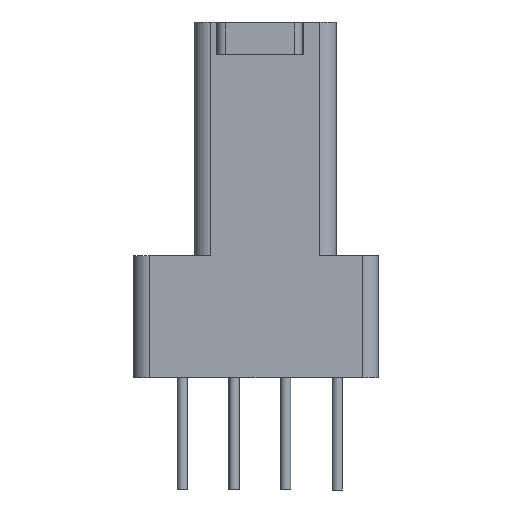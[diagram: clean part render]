
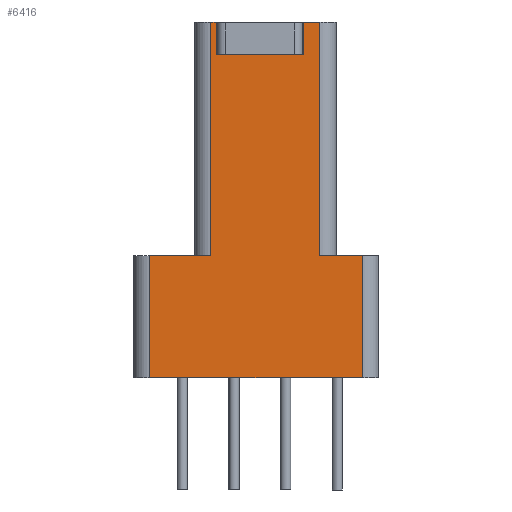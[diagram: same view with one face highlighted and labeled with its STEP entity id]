
A CAD part, left-side view. The second image highlights one B-rep face of the part: STEP entity #6416.
In plain terms, the highlighted planar face has unit normal (-1, 0, 0).
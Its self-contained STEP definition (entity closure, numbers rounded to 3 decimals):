
#101 = LINE ( 'NONE', #31308, #34970 ) ;
#105 = VECTOR ( 'NONE', #20820, 1000. ) ;
#450 = CARTESIAN_POINT ( 'NONE',  ( -4.815, 1.34, 5.74 ) ) ;
#791 = CARTESIAN_POINT ( 'NONE',  ( -4.815, -2.38, -3. ) ) ;
#1071 = VERTEX_POINT ( 'NONE', #21819 ) ;
#2545 = VECTOR ( 'NONE', #4566, 1000. ) ;
#2886 = DIRECTION ( 'NONE',  ( 0., 1., 0. ) ) ;
#3024 = CARTESIAN_POINT ( 'NONE',  ( -4.815, -0.93, 4.94 ) ) ;
#3430 = VECTOR ( 'NONE', #14322, 1000. ) ;
#3975 = VERTEX_POINT ( 'NONE', #31229 ) ;
#4103 = DIRECTION ( 'NONE',  ( 0., 0., -1. ) ) ;
#4566 = DIRECTION ( 'NONE',  ( 0., 0., 1. ) ) ;
#5782 = CARTESIAN_POINT ( 'NONE',  ( -4.815, 1.21, 5.74 ) ) ;
#6241 = VECTOR ( 'NONE', #4103, 1000. ) ;
#6416 = ADVANCED_FACE ( 'NONE', ( #9021 ), #24117, .F. ) ;
#7150 = EDGE_CURVE ( 'NONE', #18855, #39028, #101, .T. ) ;
#7453 = DIRECTION ( 'NONE',  ( 0., -1., 0. ) ) ;
#7735 = VERTEX_POINT ( 'NONE', #34585 ) ;
#7805 = CARTESIAN_POINT ( 'NONE',  ( -4.815, 2.84, 0. ) ) ;
#8044 = LINE ( 'NONE', #35398, #2545 ) ;
#8257 = EDGE_CURVE ( 'NONE', #23410, #17280, #8044, .T. ) ;
#8677 = ORIENTED_EDGE ( 'NONE', *, *, #7150, .T. ) ;
#9021 = FACE_OUTER_BOUND ( 'NONE', #11980, .T. ) ;
#10290 = EDGE_CURVE ( 'NONE', #3975, #33362, #39089, .T. ) ;
#10525 = CARTESIAN_POINT ( 'NONE',  ( -4.815, -0.93, 4.94 ) ) ;
#11081 = EDGE_CURVE ( 'NONE', #18855, #23410, #14720, .T. ) ;
#11242 = ORIENTED_EDGE ( 'NONE', *, *, #15084, .F. ) ;
#11404 = CARTESIAN_POINT ( 'NONE',  ( -4.815, 2.84, -3. ) ) ;
#11760 = CARTESIAN_POINT ( 'NONE',  ( -4.815, 1.21, 4.94 ) ) ;
#11980 = EDGE_LOOP ( 'NONE', ( #15233, #35473, #13246, #38959, #33819, #38748, #20067, #8677, #27789, #20490, #36771, #11242 ) ) ;
#13000 = VECTOR ( 'NONE', #24451, 1000. ) ;
#13103 = EDGE_CURVE ( 'NONE', #23264, #18410, #19810, .T. ) ;
#13246 = ORIENTED_EDGE ( 'NONE', *, *, #27615, .F. ) ;
#13854 = CARTESIAN_POINT ( 'NONE',  ( -4.815, 2.84, 0. ) ) ;
#14090 = VECTOR ( 'NONE', #37689, 1000. ) ;
#14322 = DIRECTION ( 'NONE',  ( 0., -1., 0. ) ) ;
#14720 = LINE ( 'NONE', #21028, #35593 ) ;
#15084 = EDGE_CURVE ( 'NONE', #33362, #1071, #28510, .T. ) ;
#15233 = ORIENTED_EDGE ( 'NONE', *, *, #10290, .F. ) ;
#15339 = CARTESIAN_POINT ( 'NONE',  ( -4.815, 1.74, 5.74 ) ) ;
#15356 = VERTEX_POINT ( 'NONE', #5782 ) ;
#16106 = LINE ( 'NONE', #13854, #24837 ) ;
#16334 = CARTESIAN_POINT ( 'NONE',  ( -4.815, 1.34, 0. ) ) ;
#17280 = VERTEX_POINT ( 'NONE', #7805 ) ;
#17973 = LINE ( 'NONE', #23897, #105 ) ;
#17976 = VECTOR ( 'NONE', #29514, 1000. ) ;
#18410 = VERTEX_POINT ( 'NONE', #16334 ) ;
#18823 = EDGE_CURVE ( 'NONE', #7735, #36714, #39945, .T. ) ;
#18855 = VERTEX_POINT ( 'NONE', #791 ) ;
#19810 = LINE ( 'NONE', #450, #6241 ) ;
#20067 = ORIENTED_EDGE ( 'NONE', *, *, #11081, .F. ) ;
#20490 = ORIENTED_EDGE ( 'NONE', *, *, #18823, .T. ) ;
#20515 = CARTESIAN_POINT ( 'NONE',  ( -4.815, 1.21, 4.94 ) ) ;
#20641 = CARTESIAN_POINT ( 'NONE',  ( -4.815, 1.74, 5.74 ) ) ;
#20820 = DIRECTION ( 'NONE',  ( 0., 1., 0. ) ) ;
#21028 = CARTESIAN_POINT ( 'NONE',  ( -4.815, 2.84, -3. ) ) ;
#21051 = DIRECTION ( 'NONE',  ( 1., 0., 0. ) ) ;
#21332 = DIRECTION ( 'NONE',  ( 0., 0., 1. ) ) ;
#21572 = CARTESIAN_POINT ( 'NONE',  ( -4.815, -2.38, 0. ) ) ;
#21819 = CARTESIAN_POINT ( 'NONE',  ( -4.815, -0.93, 5.74 ) ) ;
#21902 = AXIS2_PLACEMENT_3D ( 'NONE', #15339, #21051, #27571 ) ;
#21922 = DIRECTION ( 'NONE',  ( 0., 0., 1. ) ) ;
#22055 = EDGE_CURVE ( 'NONE', #18410, #17280, #16106, .T. ) ;
#23264 = VERTEX_POINT ( 'NONE', #26287 ) ;
#23410 = VERTEX_POINT ( 'NONE', #11404 ) ;
#23897 = CARTESIAN_POINT ( 'NONE',  ( -4.815, 2.84, 0. ) ) ;
#23947 = EDGE_CURVE ( 'NONE', #1071, #36714, #28463, .T. ) ;
#24117 = PLANE ( 'NONE',  #21902 ) ;
#24397 = LINE ( 'NONE', #11760, #30945 ) ;
#24451 = DIRECTION ( 'NONE',  ( 0., 0., 1. ) ) ;
#24657 = CARTESIAN_POINT ( 'NONE',  ( -4.815, -1.34, 5.74 ) ) ;
#24837 = VECTOR ( 'NONE', #28544, 1000. ) ;
#25398 = CARTESIAN_POINT ( 'NONE',  ( -4.815, 1.74, 5.74 ) ) ;
#26053 = EDGE_CURVE ( 'NONE', #39028, #7735, #17973, .T. ) ;
#26287 = CARTESIAN_POINT ( 'NONE',  ( -4.815, 1.34, 5.74 ) ) ;
#27571 = DIRECTION ( 'NONE',  ( 0., 1., 0. ) ) ;
#27615 = EDGE_CURVE ( 'NONE', #23264, #15356, #34258, .T. ) ;
#27789 = ORIENTED_EDGE ( 'NONE', *, *, #26053, .T. ) ;
#28463 = LINE ( 'NONE', #25398, #34003 ) ;
#28510 = LINE ( 'NONE', #3024, #14090 ) ;
#28544 = DIRECTION ( 'NONE',  ( 0., 1., 0. ) ) ;
#29514 = DIRECTION ( 'NONE',  ( 0., -1., 0. ) ) ;
#30945 = VECTOR ( 'NONE', #21332, 1000. ) ;
#31229 = CARTESIAN_POINT ( 'NONE',  ( -4.815, 1.21, 4.94 ) ) ;
#31308 = CARTESIAN_POINT ( 'NONE',  ( -4.815, -2.38, -3. ) ) ;
#33362 = VERTEX_POINT ( 'NONE', #10525 ) ;
#33819 = ORIENTED_EDGE ( 'NONE', *, *, #22055, .T. ) ;
#34003 = VECTOR ( 'NONE', #7453, 1000. ) ;
#34258 = LINE ( 'NONE', #20641, #3430 ) ;
#34585 = CARTESIAN_POINT ( 'NONE',  ( -4.815, -1.34, 0. ) ) ;
#34970 = VECTOR ( 'NONE', #21922, 1000. ) ;
#35370 = CARTESIAN_POINT ( 'NONE',  ( -4.815, -1.34, 5.74 ) ) ;
#35398 = CARTESIAN_POINT ( 'NONE',  ( -4.815, 2.84, -3. ) ) ;
#35473 = ORIENTED_EDGE ( 'NONE', *, *, #37284, .T. ) ;
#35593 = VECTOR ( 'NONE', #2886, 1000. ) ;
#36714 = VERTEX_POINT ( 'NONE', #35370 ) ;
#36771 = ORIENTED_EDGE ( 'NONE', *, *, #23947, .F. ) ;
#37284 = EDGE_CURVE ( 'NONE', #3975, #15356, #24397, .T. ) ;
#37689 = DIRECTION ( 'NONE',  ( 0., 0., 1. ) ) ;
#38748 = ORIENTED_EDGE ( 'NONE', *, *, #8257, .F. ) ;
#38959 = ORIENTED_EDGE ( 'NONE', *, *, #13103, .T. ) ;
#39028 = VERTEX_POINT ( 'NONE', #21572 ) ;
#39089 = LINE ( 'NONE', #20515, #17976 ) ;
#39945 = LINE ( 'NONE', #24657, #13000 ) ;
